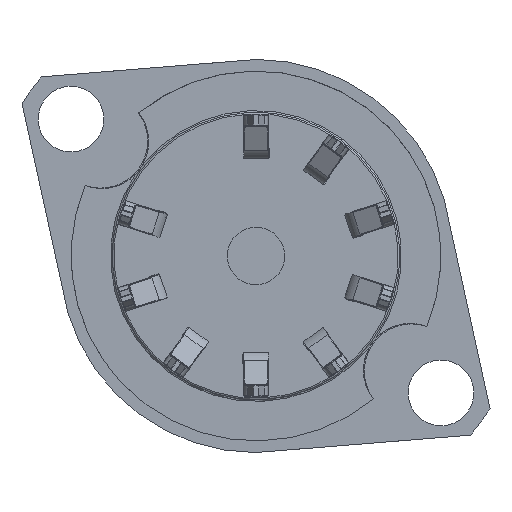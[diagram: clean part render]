
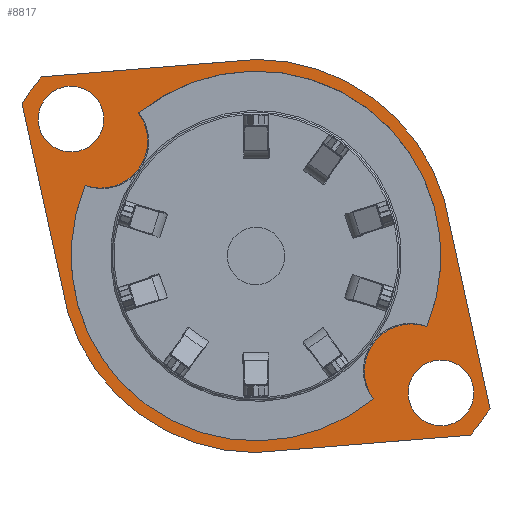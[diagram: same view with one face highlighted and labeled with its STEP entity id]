
A CAD part, left-side view. The second image highlights one B-rep face of the part: STEP entity #8817.
In plain terms, the highlighted face is planar.
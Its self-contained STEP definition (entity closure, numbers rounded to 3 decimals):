
#7713 = VERTEX_POINT('',#7714);
#7714 = CARTESIAN_POINT('',(0.,0.,8.898));
#7720 = EDGE_CURVE('',#7721,#7713,#7723,.T.);
#7721 = VERTEX_POINT('',#7722);
#7722 = CARTESIAN_POINT('',(-2.745,0.,10.91));
#7723 = CIRCLE('',#7724,2.878);
#7724 = AXIS2_PLACEMENT_3D('',#7725,#7726,#7727);
#7725 = CARTESIAN_POINT('',(0.,0.,11.776));
#7726 = DIRECTION('',(0.,-1.,0.));
#7727 = DIRECTION('',(0.,0.,-1.));
#7977 = VERTEX_POINT('',#7978);
#7978 = CARTESIAN_POINT('',(0.,0.,-16.));
#7984 = EDGE_CURVE('',#7977,#7985,#7987,.T.);
#7985 = VERTEX_POINT('',#7986);
#7986 = CARTESIAN_POINT('',(0.,0.,-12.));
#7987 = CIRCLE('',#7988,2.);
#7988 = AXIS2_PLACEMENT_3D('',#7989,#7990,#7991);
#7989 = CARTESIAN_POINT('',(0.,0.,-14.));
#7990 = DIRECTION('',(0.,1.,-0.));
#7991 = DIRECTION('',(0.,0.,1.));
#8019 = VERTEX_POINT('',#8020);
#8020 = CARTESIAN_POINT('',(0.,0.,12.));
#8026 = EDGE_CURVE('',#8019,#8027,#8029,.T.);
#8027 = VERTEX_POINT('',#8028);
#8028 = CARTESIAN_POINT('',(0.,0.,16.));
#8029 = CIRCLE('',#8030,2.);
#8030 = AXIS2_PLACEMENT_3D('',#8031,#8032,#8033);
#8031 = CARTESIAN_POINT('',(0.,0.,14.));
#8032 = DIRECTION('',(0.,1.,-0.));
#8033 = DIRECTION('',(0.,0.,1.));
#8070 = VERTEX_POINT('',#8071);
#8071 = CARTESIAN_POINT('',(0.,0.,-17.));
#8077 = EDGE_CURVE('',#8070,#8078,#8080,.T.);
#8078 = VERTEX_POINT('',#8079);
#8079 = CARTESIAN_POINT('',(-1.,0.,-16.971));
#8080 = CIRCLE('',#8081,17.);
#8081 = AXIS2_PLACEMENT_3D('',#8082,#8083,#8084);
#8082 = CARTESIAN_POINT('',(0.,0.,0.));
#8083 = DIRECTION('',(0.,1.,-0.));
#8084 = DIRECTION('',(0.,0.,1.));
#8448 = EDGE_CURVE('',#8449,#8451,#8453,.T.);
#8449 = VERTEX_POINT('',#8450);
#8450 = CARTESIAN_POINT('',(1.,0.,16.971));
#8451 = VERTEX_POINT('',#8452);
#8452 = CARTESIAN_POINT('',(9.619,0.,7.107));
#8453 = LINE('',#8454,#8455);
#8454 = CARTESIAN_POINT('',(8.976,0.,7.843));
#8455 = VECTOR('',#8456,1.);
#8456 = DIRECTION('',(0.658,0.,-0.753));
#8487 = EDGE_CURVE('',#8451,#8488,#8490,.T.);
#8488 = VERTEX_POINT('',#8489);
#8489 = CARTESIAN_POINT('',(9.619,0.,-7.107));
#8490 = CIRCLE('',#8491,11.959);
#8491 = AXIS2_PLACEMENT_3D('',#8492,#8493,#8494);
#8492 = CARTESIAN_POINT('',(0.,0.,0.));
#8493 = DIRECTION('',(0.,1.,-0.));
#8494 = DIRECTION('',(0.,0.,1.));
#8520 = EDGE_CURVE('',#8521,#8488,#8523,.T.);
#8521 = VERTEX_POINT('',#8522);
#8522 = CARTESIAN_POINT('',(1.,0.,-16.971));
#8523 = LINE('',#8524,#8525);
#8524 = CARTESIAN_POINT('',(8.976,0.,-7.843));
#8525 = VECTOR('',#8526,1.);
#8526 = DIRECTION('',(0.658,0.,0.753));
#8568 = EDGE_CURVE('',#8521,#8070,#8569,.T.);
#8569 = CIRCLE('',#8570,17.);
#8570 = AXIS2_PLACEMENT_3D('',#8571,#8572,#8573);
#8571 = CARTESIAN_POINT('',(0.,0.,0.));
#8572 = DIRECTION('',(0.,1.,-0.));
#8573 = DIRECTION('',(0.,0.,1.));
#8583 = EDGE_CURVE('',#8078,#8584,#8586,.T.);
#8584 = VERTEX_POINT('',#8585);
#8585 = CARTESIAN_POINT('',(-9.619,0.,-7.107));
#8586 = LINE('',#8587,#8588);
#8587 = CARTESIAN_POINT('',(-8.976,0.,-7.843));
#8588 = VECTOR('',#8589,1.);
#8589 = DIRECTION('',(-0.658,0.,0.753));
#8622 = EDGE_CURVE('',#8584,#8623,#8625,.T.);
#8623 = VERTEX_POINT('',#8624);
#8624 = CARTESIAN_POINT('',(-9.619,0.,7.107));
#8625 = CIRCLE('',#8626,11.959);
#8626 = AXIS2_PLACEMENT_3D('',#8627,#8628,#8629);
#8627 = CARTESIAN_POINT('',(0.,0.,0.));
#8628 = DIRECTION('',(0.,1.,-0.));
#8629 = DIRECTION('',(0.,0.,1.));
#8655 = EDGE_CURVE('',#8656,#8623,#8658,.T.);
#8656 = VERTEX_POINT('',#8657);
#8657 = CARTESIAN_POINT('',(-1.,0.,16.971));
#8658 = LINE('',#8659,#8660);
#8659 = CARTESIAN_POINT('',(-8.976,0.,7.843));
#8660 = VECTOR('',#8661,1.);
#8661 = DIRECTION('',(-0.658,0.,-0.753));
#8685 = EDGE_CURVE('',#8027,#8019,#8686,.T.);
#8686 = CIRCLE('',#8687,2.);
#8687 = AXIS2_PLACEMENT_3D('',#8688,#8689,#8690);
#8688 = CARTESIAN_POINT('',(0.,0.,14.));
#8689 = DIRECTION('',(0.,1.,-0.));
#8690 = DIRECTION('',(0.,0.,1.));
#8703 = EDGE_CURVE('',#7985,#7977,#8704,.T.);
#8704 = CIRCLE('',#8705,2.);
#8705 = AXIS2_PLACEMENT_3D('',#8706,#8707,#8708);
#8706 = CARTESIAN_POINT('',(0.,0.,-14.));
#8707 = DIRECTION('',(0.,1.,-0.));
#8708 = DIRECTION('',(0.,0.,1.));
#8727 = EDGE_CURVE('',#8656,#8449,#8728,.T.);
#8728 = CIRCLE('',#8729,17.);
#8729 = AXIS2_PLACEMENT_3D('',#8730,#8731,#8732);
#8730 = CARTESIAN_POINT('',(0.,0.,0.));
#8731 = DIRECTION('',(0.,1.,-0.));
#8732 = DIRECTION('',(0.,0.,1.));
#8817 = ADVANCED_FACE('',(#8818,#8855,#8859,#8863),#8874,.F.);
#8818 = FACE_BOUND('',#8819,.T.);
#8819 = EDGE_LOOP('',(#8820,#8831,#8840,#8847,#8848));
#8820 = ORIENTED_EDGE('',*,*,#8821,.F.);
#8821 = EDGE_CURVE('',#8822,#8824,#8826,.T.);
#8822 = VERTEX_POINT('',#8823);
#8823 = CARTESIAN_POINT('',(2.745,0.,-10.91));
#8824 = VERTEX_POINT('',#8825);
#8825 = CARTESIAN_POINT('',(2.745,0.,10.91));
#8826 = CIRCLE('',#8827,11.25);
#8827 = AXIS2_PLACEMENT_3D('',#8828,#8829,#8830);
#8828 = CARTESIAN_POINT('',(0.,0.,0.));
#8829 = DIRECTION('',(0.,-1.,0.));
#8830 = DIRECTION('',(0.,0.,-1.));
#8831 = ORIENTED_EDGE('',*,*,#8832,.F.);
#8832 = EDGE_CURVE('',#8833,#8822,#8835,.T.);
#8833 = VERTEX_POINT('',#8834);
#8834 = CARTESIAN_POINT('',(-2.741,0.,-10.911));
#8835 = CIRCLE('',#8836,2.877);
#8836 = AXIS2_PLACEMENT_3D('',#8837,#8838,#8839);
#8837 = CARTESIAN_POINT('',(0.002,0.,-11.778));
#8838 = DIRECTION('',(-0.,1.,0.));
#8839 = DIRECTION('',(0.,0.,-1.));
#8840 = ORIENTED_EDGE('',*,*,#8841,.F.);
#8841 = EDGE_CURVE('',#7721,#8833,#8842,.T.);
#8842 = CIRCLE('',#8843,11.25);
#8843 = AXIS2_PLACEMENT_3D('',#8844,#8845,#8846);
#8844 = CARTESIAN_POINT('',(0.,0.,0.));
#8845 = DIRECTION('',(0.,-1.,0.));
#8846 = DIRECTION('',(0.,0.,-1.));
#8847 = ORIENTED_EDGE('',*,*,#7720,.T.);
#8848 = ORIENTED_EDGE('',*,*,#8849,.T.);
#8849 = EDGE_CURVE('',#7713,#8824,#8850,.T.);
#8850 = CIRCLE('',#8851,2.878);
#8851 = AXIS2_PLACEMENT_3D('',#8852,#8853,#8854);
#8852 = CARTESIAN_POINT('',(0.,0.,11.776));
#8853 = DIRECTION('',(0.,-1.,0.));
#8854 = DIRECTION('',(0.,0.,-1.));
#8855 = FACE_BOUND('',#8856,.T.);
#8856 = EDGE_LOOP('',(#8857,#8858));
#8857 = ORIENTED_EDGE('',*,*,#7984,.T.);
#8858 = ORIENTED_EDGE('',*,*,#8703,.T.);
#8859 = FACE_BOUND('',#8860,.T.);
#8860 = EDGE_LOOP('',(#8861,#8862));
#8861 = ORIENTED_EDGE('',*,*,#8026,.T.);
#8862 = ORIENTED_EDGE('',*,*,#8685,.T.);
#8863 = FACE_BOUND('',#8864,.T.);
#8864 = EDGE_LOOP('',(#8865,#8866,#8867,#8868,#8869,#8870,#8871,#8872,
    #8873));
#8865 = ORIENTED_EDGE('',*,*,#8448,.F.);
#8866 = ORIENTED_EDGE('',*,*,#8727,.F.);
#8867 = ORIENTED_EDGE('',*,*,#8655,.T.);
#8868 = ORIENTED_EDGE('',*,*,#8622,.F.);
#8869 = ORIENTED_EDGE('',*,*,#8583,.F.);
#8870 = ORIENTED_EDGE('',*,*,#8077,.F.);
#8871 = ORIENTED_EDGE('',*,*,#8568,.F.);
#8872 = ORIENTED_EDGE('',*,*,#8520,.T.);
#8873 = ORIENTED_EDGE('',*,*,#8487,.F.);
#8874 = PLANE('',#8875);
#8875 = AXIS2_PLACEMENT_3D('',#8876,#8877,#8878);
#8876 = CARTESIAN_POINT('',(0.,0.,0.));
#8877 = DIRECTION('',(0.,1.,-0.));
#8878 = DIRECTION('',(0.,0.,1.));
